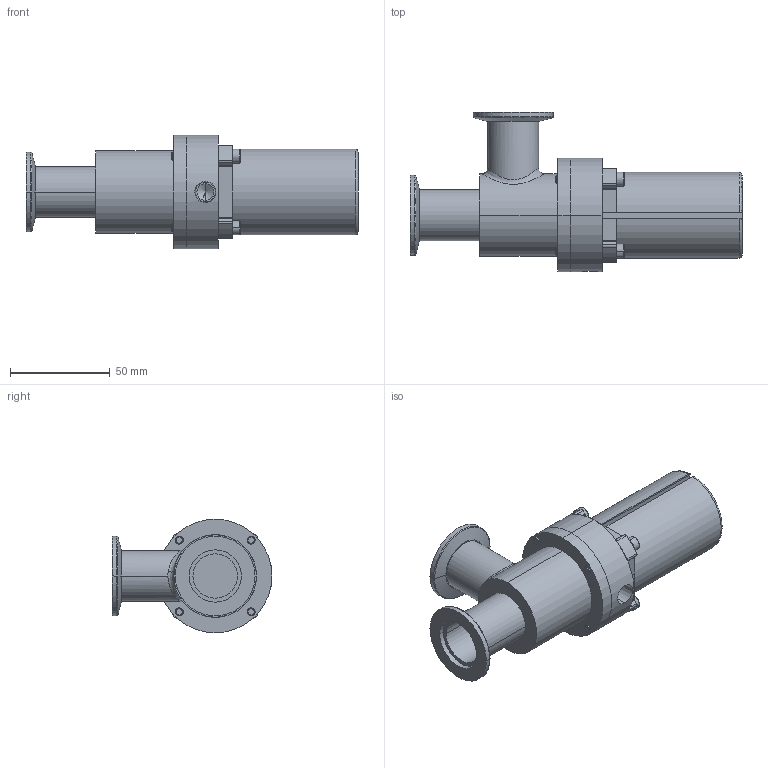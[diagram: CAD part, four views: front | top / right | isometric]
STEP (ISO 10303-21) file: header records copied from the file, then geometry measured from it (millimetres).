
FILE_DESCRIPTION (( 'STEP AP214' ), '1' );
FILE_NAME ('A-1000-P-KF25_ANGLE_VALVE_PNEUMATIC.STEP', '2025-01-16T15:11:56', ( '' ), ( '' ), 'SwSTEP 2.0', 'SolidWorks 2023', '' );
FILE_SCHEMA (( 'AUTOMOTIVE_DESIGN' ));
Length unit declared in the file: millimetre
Products named in the file (1): A-1000-P-KF25_ANGLE_VALVE_PNEUMATIC
Bounding box: 166.01 x 79.96 x 56.79 mm (x, y, z)
Volume: 185870.3 mm3; surface area: 58278.7 mm2
Topology: 9 solids, 9 shells, 241 faces, 580 edges, 369 vertices
Faces by surface type: cylinder 101, plane 91, cone 24, torus 23, bspline 2
Entity records: 8234 total; most frequent: CARTESIAN_POINT 2411, DIRECTION 1259, ORIENTED_EDGE 1140, EDGE_CURVE 570, AXIS2_PLACEMENT_3D 501, VERTEX_POINT 369, EDGE_LOOP 289, CIRCLE 261
